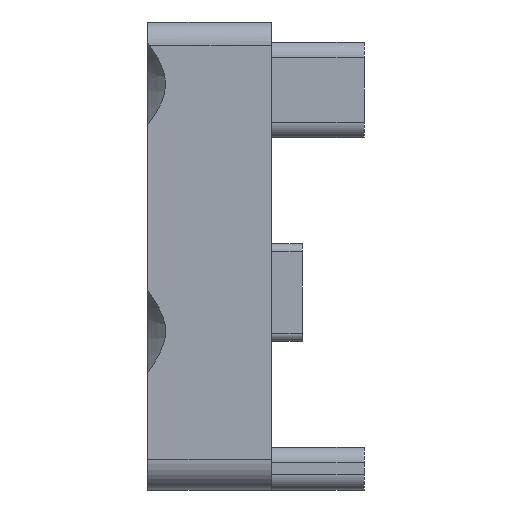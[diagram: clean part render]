
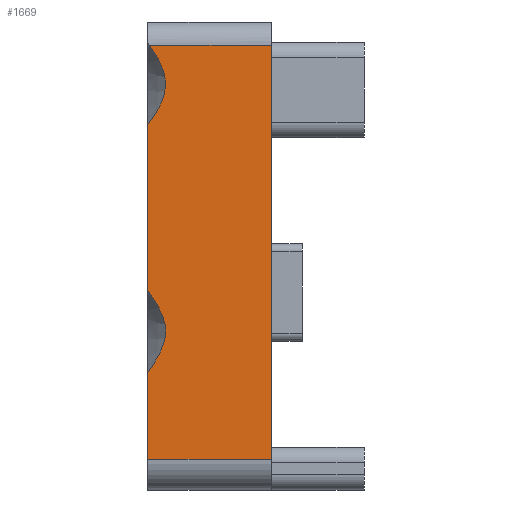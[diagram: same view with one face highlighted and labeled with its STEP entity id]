
A CAD part, left-side view. The second image highlights one B-rep face of the part: STEP entity #1669.
In plain terms, the highlighted planar face has unit normal (-1, 0, 0).
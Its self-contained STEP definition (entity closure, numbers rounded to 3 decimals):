
#638=CARTESIAN_POINT('',(-10.,10.,10.5));
#639=VERTEX_POINT('',#638);
#647=CARTESIAN_POINT('',(-10.,10.,-16.269));
#648=VERTEX_POINT('',#647);
#649=CARTESIAN_POINT('',(-10.,10.,-16.269));
#650=DIRECTION('',(0.,-0.,1.));
#651=VECTOR('',#650,26.769);
#652=LINE('',#649,#651);
#653=EDGE_CURVE('',#648,#639,#652,.T.);
#1022=CARTESIAN_POINT('',(-10.,18.,-16.269));
#1023=VERTEX_POINT('',#1022);
#1033=CARTESIAN_POINT('',(-10.,18.,-16.269));
#1034=DIRECTION('',(-0.,-1.,-0.));
#1035=VECTOR('',#1034,8.);
#1036=LINE('',#1033,#1035);
#1037=EDGE_CURVE('',#1023,#648,#1036,.T.);
#1233=CARTESIAN_POINT('',(-10.,18.,-10.659));
#1234=VERTEX_POINT('',#1233);
#1242=CARTESIAN_POINT('',(-10.,18.,-5.341));
#1243=VERTEX_POINT('',#1242);
#1244=CARTESIAN_POINT('',(-10.,18.,-5.341));
#1245=CARTESIAN_POINT('',(-10.,16.062,-8.));
#1246=CARTESIAN_POINT('',(-10.,18.,-10.659));
#1247=(BOUNDED_CURVE()
B_SPLINE_CURVE(2,(#1244,#1245,#1246),.UNSPECIFIED.,.F.,.F.)
B_SPLINE_CURVE_WITH_KNOTS((3,3),(-0.8,-0.095),.UNSPECIFIED.)
CURVE()
GEOMETRIC_REPRESENTATION_ITEM()
RATIONAL_B_SPLINE_CURVE((1.163,1.697,1.163))
REPRESENTATION_ITEM(''));
#1248=EDGE_CURVE('',#1243,#1234,#1247,.T.);
#1292=CARTESIAN_POINT('',(-10.,18.,5.341));
#1293=VERTEX_POINT('',#1292);
#1301=CARTESIAN_POINT('',(-10.,17.886,10.5));
#1302=VERTEX_POINT('',#1301);
#1303=CARTESIAN_POINT('',(-10.,17.886,10.5));
#1304=CARTESIAN_POINT('',(-10.,16.09,7.961));
#1305=CARTESIAN_POINT('',(-10.,18.,5.341));
#1306=(BOUNDED_CURVE()
B_SPLINE_CURVE(2,(#1303,#1304,#1305),.UNSPECIFIED.,.F.,.F.)
B_SPLINE_CURVE_WITH_KNOTS((3,3),(-0.785,-0.095),.UNSPECIFIED.)
CURVE()
GEOMETRIC_REPRESENTATION_ITEM()
RATIONAL_B_SPLINE_CURVE((1.185,1.686,1.163))
REPRESENTATION_ITEM(''));
#1307=EDGE_CURVE('',#1302,#1293,#1306,.T.);
#1583=CARTESIAN_POINT('',(-10.,18.,-16.269));
#1584=DIRECTION('',(-0.,-0.,1.));
#1585=VECTOR('',#1584,5.61);
#1586=LINE('',#1583,#1585);
#1587=EDGE_CURVE('',#1023,#1234,#1586,.T.);
#1591=CARTESIAN_POINT('',(-10.,18.,-5.341));
#1592=DIRECTION('',(-0.,-0.,1.));
#1593=VECTOR('',#1592,10.681);
#1594=LINE('',#1591,#1593);
#1595=EDGE_CURVE('',#1243,#1293,#1594,.T.);
#1650=CARTESIAN_POINT('',(-10.,18.,18.));
#1651=DIRECTION('',(1.,0.,-0.));
#1652=DIRECTION('',(-0.,0.,-1.));
#1653=AXIS2_PLACEMENT_3D('',#1650,#1651,#1652);
#1654=PLANE('',#1653);
#1655=ORIENTED_EDGE('',*,*,#1587,.F.);
#1656=ORIENTED_EDGE('',*,*,#1037,.T.);
#1657=ORIENTED_EDGE('',*,*,#653,.T.);
#1658=CARTESIAN_POINT('',(-10.,10.,10.5));
#1659=DIRECTION('',(0.,1.,0.));
#1660=VECTOR('',#1659,7.886);
#1661=LINE('',#1658,#1660);
#1662=EDGE_CURVE('',#639,#1302,#1661,.T.);
#1663=ORIENTED_EDGE('',*,*,#1662,.T.);
#1664=ORIENTED_EDGE('',*,*,#1307,.T.);
#1665=ORIENTED_EDGE('',*,*,#1595,.F.);
#1666=ORIENTED_EDGE('',*,*,#1248,.T.);
#1667=EDGE_LOOP('',(#1655,#1656,#1657,#1663,#1664,#1665,#1666));
#1668=FACE_BOUND('',#1667,.T.);
#1669=ADVANCED_FACE('',(#1668),#1654,.F.);
